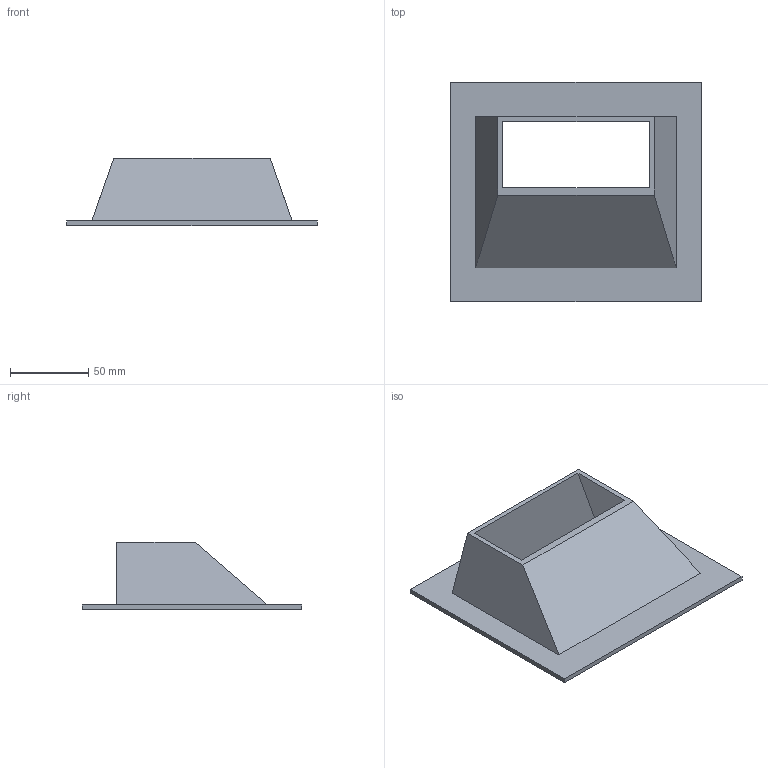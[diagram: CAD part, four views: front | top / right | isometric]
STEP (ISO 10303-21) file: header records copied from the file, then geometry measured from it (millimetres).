
FILE_DESCRIPTION(('STEP AP214'),'1');
FILE_NAME('v1.stp','2022-10-21T05:31:30',(''),(''),'Spatial InterOp 3D',' ',' ');
FILE_SCHEMA(('AUTOMOTIVE_DESIGN { 1 0 10303 214 1 1 1 1 }'));
Length unit declared in the file: inch
Products named in the file (1): Part_1321
Bounding box: 160 x 140 x 43 mm (x, y, z)
Volume: 80624.9 mm3; surface area: 59591.7 mm2
Topology: 1 solids, 1 shells, 15 faces, 61 edges, 74 vertices
Faces by surface type: bspline 8, plane 7
Entity records: 927 total; most frequent: CARTESIAN_POINT 173, DIRECTION 76, ORIENTED_EDGE 72, LINE 58, VECTOR 58, STYLED_ITEM 41, PRESENTATION_STYLE_ASSIGNMENT 41, COLOUR_RGB 41
